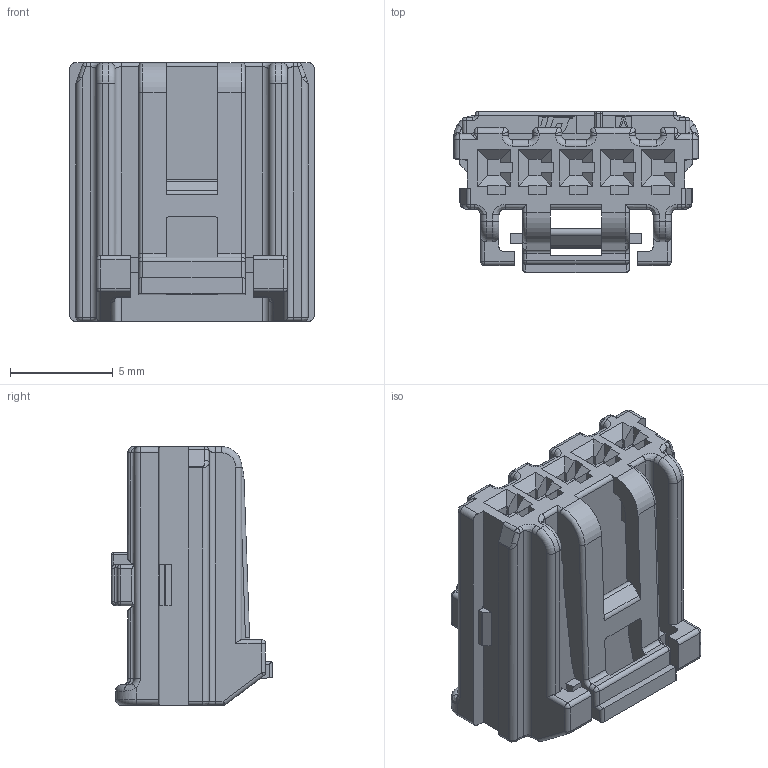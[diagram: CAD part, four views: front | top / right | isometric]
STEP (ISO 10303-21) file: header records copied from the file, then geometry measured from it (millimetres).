
FILE_DESCRIPTION((''),'2;1');
FILE_NAME('KM1800067_020_D_5F_HSG_12','2019-07-18T',('drkoo'),(''),'CREO PARAMETRIC BY PTC INC, 2017300','CREO PARAMETRIC BY PTC INC, 2017300','');
FILE_SCHEMA(('CONFIG_CONTROL_DESIGN'));
Length unit declared in the file: millimetre
Products named in the file (1): KM1800067_020_D_5F_HSG_12
Bounding box: 11.9 x 7.84 x 12.6 mm (x, y, z)
Volume: 628.6 mm3; surface area: 822.7 mm2
Topology: 1 solids, 1 shells, 659 faces, 1755 edges, 1099 vertices
Faces by surface type: plane 409, cylinder 172, bspline 36, torus 28, sphere 12, cone 2
Entity records: 22287 total; most frequent: CARTESIAN_POINT 6097, ORIENTED_EDGE 3488, DIRECTION 3195, EDGE_CURVE 1744, VECTOR 1289, LINE 1289, VERTEX_POINT 1099, AXIS2_PLACEMENT_3D 953
